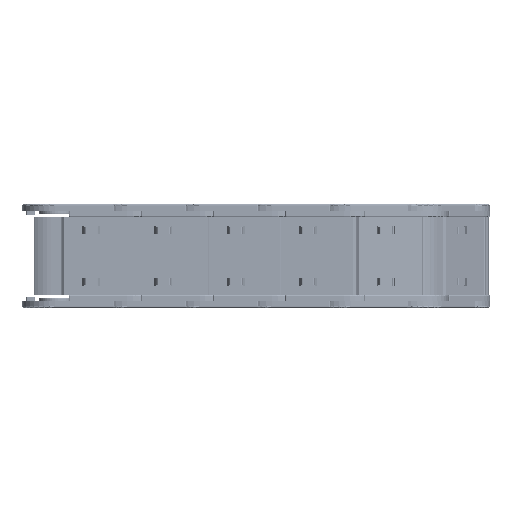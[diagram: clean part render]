
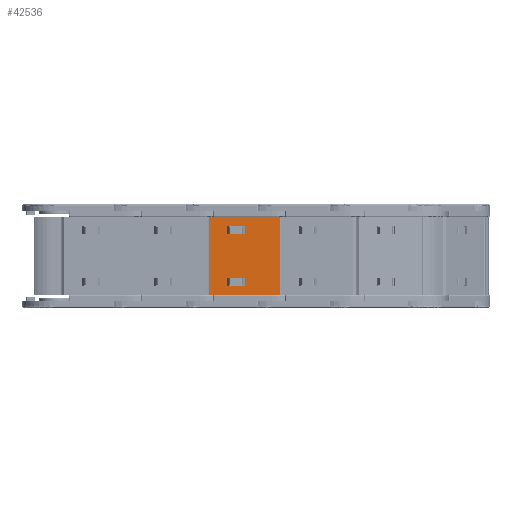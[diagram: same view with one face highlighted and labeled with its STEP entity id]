
A CAD part, front view. The second image highlights one B-rep face of the part: STEP entity #42536.
In plain terms, the highlighted planar face has unit normal (0, -1, 0).
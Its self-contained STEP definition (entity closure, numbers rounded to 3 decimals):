
#279 = CARTESIAN_POINT ( 'NONE',  ( -12.723, 70.399, 28.434 ) ) ;
#780 = VECTOR ( 'NONE', #22241, 1000. ) ;
#895 = CARTESIAN_POINT ( 'NONE',  ( -40.943, 70.399, -19.116 ) ) ;
#1412 = DIRECTION ( 'NONE',  ( 0., 0., 1. ) ) ;
#2470 = VERTEX_POINT ( 'NONE', #4976 ) ;
#3518 = EDGE_CURVE ( 'NONE', #18357, #18128, #12601, .T. ) ;
#3720 = VECTOR ( 'NONE', #18446, 1000. ) ;
#3963 = FACE_BOUND ( 'NONE', #36365, .T. ) ;
#4062 = CARTESIAN_POINT ( 'NONE',  ( -12.723, 70.399, -32.166 ) ) ;
#4218 = EDGE_CURVE ( 'NONE', #41001, #25596, #26172, .T. ) ;
#4544 = FACE_OUTER_BOUND ( 'NONE', #5860, .T. ) ;
#4976 = CARTESIAN_POINT ( 'NONE',  ( -40.943, 70.399, -25.416 ) ) ;
#5168 = DIRECTION ( 'NONE',  ( 0., 0., -1. ) ) ;
#5728 = VECTOR ( 'NONE', #1412, 1000. ) ;
#5824 = ORIENTED_EDGE ( 'NONE', *, *, #8444, .F. ) ;
#5860 = EDGE_LOOP ( 'NONE', ( #16821, #35669, #40482, #26797 ) ) ;
#6972 = LINE ( 'NONE', #39203, #3720 ) ;
#8353 = CARTESIAN_POINT ( 'NONE',  ( -26.943, 70.399, 21.684 ) ) ;
#8444 = EDGE_CURVE ( 'NONE', #40469, #28639, #14952, .T. ) ;
#8998 = EDGE_CURVE ( 'NONE', #2470, #40469, #33355, .T. ) ;
#9386 = EDGE_CURVE ( 'NONE', #25206, #41001, #20275, .T. ) ;
#9887 = FACE_BOUND ( 'NONE', #19470, .T. ) ;
#10449 = CARTESIAN_POINT ( 'NONE',  ( -43.943, 70.399, 8.434 ) ) ;
#10598 = DIRECTION ( 'NONE',  ( 0., 1., 0. ) ) ;
#10999 = EDGE_CURVE ( 'NONE', #25596, #19990, #34403, .T. ) ;
#11184 = DIRECTION ( 'NONE',  ( -1., 0., 0. ) ) ;
#11547 = VERTEX_POINT ( 'NONE', #4062 ) ;
#11570 = VECTOR ( 'NONE', #5168, 1000. ) ;
#11909 = ORIENTED_EDGE ( 'NONE', *, *, #8998, .F. ) ;
#11960 = AXIS2_PLACEMENT_3D ( 'NONE', #10449, #10598, #14254 ) ;
#12550 = VERTEX_POINT ( 'NONE', #40856 ) ;
#12601 = LINE ( 'NONE', #39715, #44067 ) ;
#12929 = CARTESIAN_POINT ( 'NONE',  ( -68.923, 70.399, -32.166 ) ) ;
#13341 = PLANE ( 'NONE',  #11960 ) ;
#13421 = CARTESIAN_POINT ( 'NONE',  ( -40.943, 70.399, 21.684 ) ) ;
#14044 = ORIENTED_EDGE ( 'NONE', *, *, #23765, .T. ) ;
#14120 = DIRECTION ( 'NONE',  ( -1., 0., 0. ) ) ;
#14254 = DIRECTION ( 'NONE',  ( 0., 0., -1. ) ) ;
#14813 = VECTOR ( 'NONE', #14120, 1000. ) ;
#14952 = LINE ( 'NONE', #42807, #5728 ) ;
#14990 = DIRECTION ( 'NONE',  ( 0., 0., -1. ) ) ;
#15792 = CARTESIAN_POINT ( 'NONE',  ( -12.723, 70.399, 90.053 ) ) ;
#15793 = CARTESIAN_POINT ( 'NONE',  ( -68.923, 70.399, 28.434 ) ) ;
#15806 = CARTESIAN_POINT ( 'NONE',  ( -26.943, 70.399, 15.384 ) ) ;
#16058 = EDGE_CURVE ( 'NONE', #18128, #34080, #6972, .T. ) ;
#16090 = DIRECTION ( 'NONE',  ( 0., 0., -1. ) ) ;
#16821 = ORIENTED_EDGE ( 'NONE', *, *, #42605, .F. ) ;
#17308 = DIRECTION ( 'NONE',  ( 1., 0., 0. ) ) ;
#17550 = LINE ( 'NONE', #895, #19700 ) ;
#18128 = VERTEX_POINT ( 'NONE', #15793 ) ;
#18357 = VERTEX_POINT ( 'NONE', #279 ) ;
#18446 = DIRECTION ( 'NONE',  ( 0., 0., -1. ) ) ;
#19470 = EDGE_LOOP ( 'NONE', ( #14044, #23112, #25246, #27946 ) ) ;
#19700 = VECTOR ( 'NONE', #11184, 1000. ) ;
#19701 = LINE ( 'NONE', #15792, #11570 ) ;
#19990 = VERTEX_POINT ( 'NONE', #43946 ) ;
#20275 = LINE ( 'NONE', #42858, #780 ) ;
#22241 = DIRECTION ( 'NONE',  ( 0., 0., 1. ) ) ;
#22424 = DIRECTION ( 'NONE',  ( -1., 0., 0. ) ) ;
#23112 = ORIENTED_EDGE ( 'NONE', *, *, #9386, .T. ) ;
#23545 = VECTOR ( 'NONE', #34924, 1000. ) ;
#23765 = EDGE_CURVE ( 'NONE', #19990, #25206, #33840, .T. ) ;
#24138 = VECTOR ( 'NONE', #17308, 1000. ) ;
#25206 = VERTEX_POINT ( 'NONE', #30346 ) ;
#25246 = ORIENTED_EDGE ( 'NONE', *, *, #4218, .T. ) ;
#25596 = VERTEX_POINT ( 'NONE', #8353 ) ;
#26172 = LINE ( 'NONE', #38614, #38054 ) ;
#26797 = ORIENTED_EDGE ( 'NONE', *, *, #44519, .F. ) ;
#27946 = ORIENTED_EDGE ( 'NONE', *, *, #10999, .T. ) ;
#28005 = DIRECTION ( 'NONE',  ( 1., 0., 0. ) ) ;
#28639 = VERTEX_POINT ( 'NONE', #40849 ) ;
#29507 = EDGE_CURVE ( 'NONE', #28639, #12550, #17550, .T. ) ;
#30058 = VECTOR ( 'NONE', #16090, 1000. ) ;
#30346 = CARTESIAN_POINT ( 'NONE',  ( -40.943, 70.399, 15.384 ) ) ;
#31133 = CARTESIAN_POINT ( 'NONE',  ( -40.943, 70.399, 15.384 ) ) ;
#31621 = ORIENTED_EDGE ( 'NONE', *, *, #44927, .F. ) ;
#33274 = LINE ( 'NONE', #41558, #14813 ) ;
#33355 = LINE ( 'NONE', #44896, #24138 ) ;
#33840 = LINE ( 'NONE', #31133, #23545 ) ;
#34080 = VERTEX_POINT ( 'NONE', #12929 ) ;
#34403 = LINE ( 'NONE', #15806, #30058 ) ;
#34924 = DIRECTION ( 'NONE',  ( -1., 0., 0. ) ) ;
#35021 = ORIENTED_EDGE ( 'NONE', *, *, #29507, .F. ) ;
#35345 = CARTESIAN_POINT ( 'NONE',  ( -26.943, 70.399, -25.416 ) ) ;
#35669 = ORIENTED_EDGE ( 'NONE', *, *, #3518, .T. ) ;
#35773 = CARTESIAN_POINT ( 'NONE',  ( -40.943, 70.399, -19.116 ) ) ;
#35956 = LINE ( 'NONE', #35773, #43695 ) ;
#36365 = EDGE_LOOP ( 'NONE', ( #35021, #5824, #11909, #31621 ) ) ;
#38054 = VECTOR ( 'NONE', #28005, 1000. ) ;
#38614 = CARTESIAN_POINT ( 'NONE',  ( -40.943, 70.399, 21.684 ) ) ;
#39203 = CARTESIAN_POINT ( 'NONE',  ( -68.923, 70.399, 90.053 ) ) ;
#39715 = CARTESIAN_POINT ( 'NONE',  ( -43.943, 70.399, 28.434 ) ) ;
#40469 = VERTEX_POINT ( 'NONE', #35345 ) ;
#40482 = ORIENTED_EDGE ( 'NONE', *, *, #16058, .T. ) ;
#40849 = CARTESIAN_POINT ( 'NONE',  ( -26.943, 70.399, -19.116 ) ) ;
#40856 = CARTESIAN_POINT ( 'NONE',  ( -40.943, 70.399, -19.116 ) ) ;
#41001 = VERTEX_POINT ( 'NONE', #13421 ) ;
#41558 = CARTESIAN_POINT ( 'NONE',  ( -43.943, 70.399, -32.166 ) ) ;
#42536 = ADVANCED_FACE ( 'NONE', ( #3963, #4544, #9887 ), #13341, .F. ) ;
#42605 = EDGE_CURVE ( 'NONE', #18357, #11547, #19701, .T. ) ;
#42807 = CARTESIAN_POINT ( 'NONE',  ( -26.943, 70.399, -19.116 ) ) ;
#42858 = CARTESIAN_POINT ( 'NONE',  ( -40.943, 70.399, 15.384 ) ) ;
#43695 = VECTOR ( 'NONE', #14990, 1000. ) ;
#43946 = CARTESIAN_POINT ( 'NONE',  ( -26.943, 70.399, 15.384 ) ) ;
#44067 = VECTOR ( 'NONE', #22424, 1000. ) ;
#44519 = EDGE_CURVE ( 'NONE', #11547, #34080, #33274, .T. ) ;
#44896 = CARTESIAN_POINT ( 'NONE',  ( -40.943, 70.399, -25.416 ) ) ;
#44927 = EDGE_CURVE ( 'NONE', #12550, #2470, #35956, .T. ) ;
